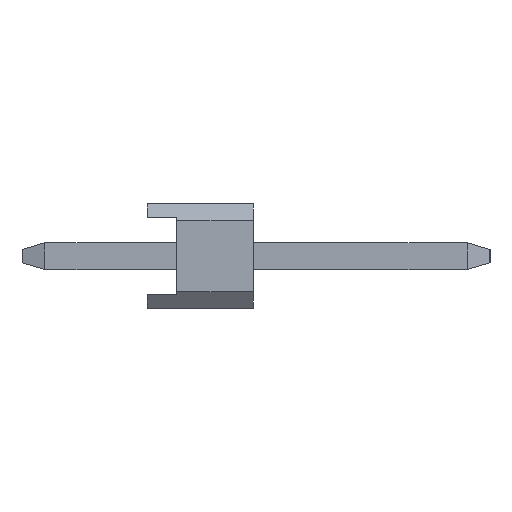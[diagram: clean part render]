
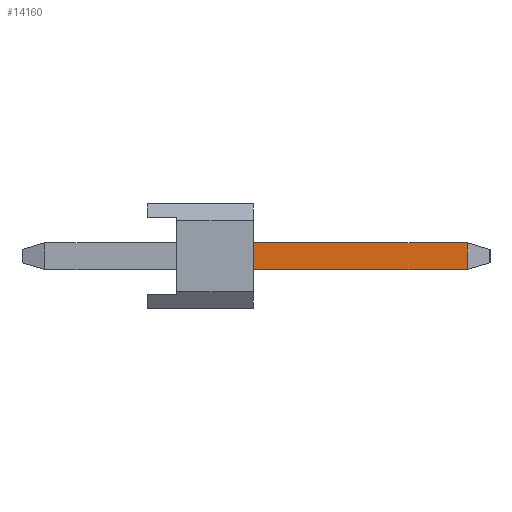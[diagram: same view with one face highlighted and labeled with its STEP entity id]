
A CAD part, left-side view. The second image highlights one B-rep face of the part: STEP entity #14160.
In plain terms, the highlighted planar face has unit normal (-1, 0, 0).
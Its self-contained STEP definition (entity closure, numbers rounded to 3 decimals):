
#6158=VERTEX_POINT('',#16426);
#6566=EDGE_CURVE('',#6158,#11428,#16874,.T.);
#6588=VERTEX_POINT('',#16898);
#8310=VERTEX_POINT('',#18848);
#8734=EDGE_CURVE('',#8310,#6588,#19321,.T.);
#10862=EDGE_CURVE('',#6588,#6158,#21664,.T.);
#11428=VERTEX_POINT('',#22285);
#13440=EDGE_CURVE('',#11428,#8310,#24471,.T.);
#14160=ADVANCED_FACE('',(#25258),#25259,.T.);
#16426=CARTESIAN_POINT('',(-40.96,-2.54,-0.32));
#16874=LINE('',#28798,#28799);
#16898=CARTESIAN_POINT('',(-40.96,-7.654,-0.32));
#18848=CARTESIAN_POINT('',(-40.96,-7.654,0.32));
#19321=LINE('',#32265,#32266);
#21664=LINE('',#35662,#35663);
#22285=CARTESIAN_POINT('',(-40.96,-2.54,0.32));
#24471=LINE('',#39803,#39804);
#25258=FACE_OUTER_BOUND('',#40949,.T.);
#25259=PLANE('',#40950);
#28798=CARTESIAN_POINT('',(-40.96,-2.54,0.252));
#28799=VECTOR('',#44242,1.0);
#32265=CARTESIAN_POINT('',(-40.96,-7.654,0.5));
#32266=VECTOR('',#47296,1.0);
#35662=CARTESIAN_POINT('',(-40.96,2.454,-0.32));
#35663=VECTOR('',#49599,1.0);
#39803=CARTESIAN_POINT('',(-40.96,-2.6,0.32));
#39804=VECTOR('',#52164,1.0);
#40949=EDGE_LOOP('',(#52889,#52890,#52891,#52892));
#40950=AXIS2_PLACEMENT_3D('',#52893,#52894,#52895);
#44242=DIRECTION('',(0.,0.,1.0));
#47296=DIRECTION('',(0.0,0.,-1.0));
#49599=DIRECTION('',(0.,1.0,0.));
#52164=DIRECTION('',(0.,-1.0,0.));
#52889=ORIENTED_EDGE('',*,*,#6566,.F.);
#52890=ORIENTED_EDGE('',*,*,#10862,.F.);
#52891=ORIENTED_EDGE('',*,*,#8734,.F.);
#52892=ORIENTED_EDGE('',*,*,#13440,.F.);
#52893=CARTESIAN_POINT('',(-40.96,2.454,0.5));
#52894=DIRECTION('',(-1.0,0.,0.));
#52895=DIRECTION('',(0.,1.0,0.));
